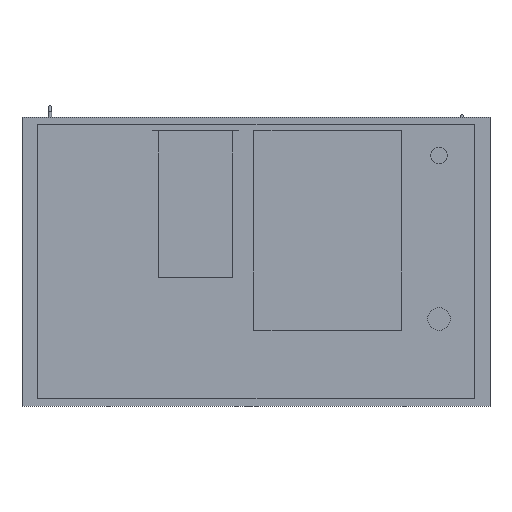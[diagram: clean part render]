
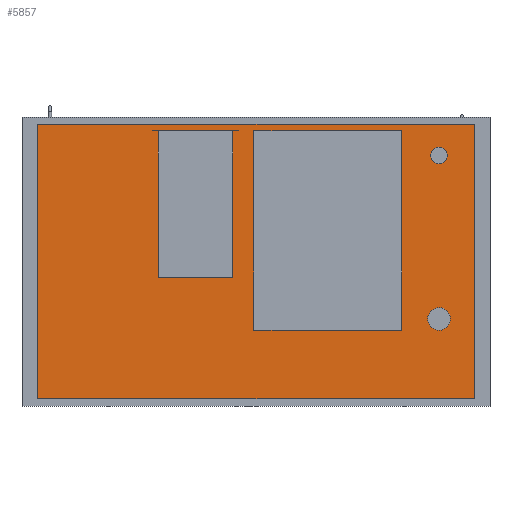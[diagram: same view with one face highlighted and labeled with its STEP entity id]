
A CAD part, front view. The second image highlights one B-rep face of the part: STEP entity #5857.
In plain terms, the highlighted planar face has unit normal (0, -1, 0).
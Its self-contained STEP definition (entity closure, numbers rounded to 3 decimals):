
#391=FACE_OUTER_BOUND('',#772,.T.);
#772=EDGE_LOOP('',(#3931,#3932,#3933,#3934));
#1173=LINE('',#8689,#1837);
#1175=LINE('',#8693,#1839);
#1176=LINE('',#8696,#1840);
#1177=LINE('',#8697,#1841);
#1837=VECTOR('',#6904,10.);
#1839=VECTOR('',#6908,10.);
#1840=VECTOR('',#6911,10.);
#1841=VECTOR('',#6912,10.);
#2491=VERTEX_POINT('',#8685);
#2492=VERTEX_POINT('',#8687);
#2493=VERTEX_POINT('',#8691);
#2494=VERTEX_POINT('',#8695);
#3061=EDGE_CURVE('',#2492,#2491,#1173,.T.);
#3063=EDGE_CURVE('',#2492,#2493,#1175,.T.);
#3064=EDGE_CURVE('',#2494,#2493,#1176,.T.);
#3065=EDGE_CURVE('',#2491,#2494,#1177,.T.);
#3931=ORIENTED_EDGE('',*,*,#3063,.T.);
#3932=ORIENTED_EDGE('',*,*,#3064,.F.);
#3933=ORIENTED_EDGE('',*,*,#3065,.F.);
#3934=ORIENTED_EDGE('',*,*,#3061,.F.);
#5564=PLANE('',#6306);
#5857=ADVANCED_FACE('',(#391),#5564,.T.);
#6306=AXIS2_PLACEMENT_3D('',#8694,#6909,#6910);
#6904=DIRECTION('',(0.,0.,1.));
#6908=DIRECTION('',(1.,0.,0.));
#6909=DIRECTION('center_axis',(0.,-1.,0.));
#6910=DIRECTION('ref_axis',(0.,0.,-1.));
#6911=DIRECTION('',(0.,0.,-1.));
#6912=DIRECTION('',(1.,0.,0.));
#8685=CARTESIAN_POINT('',(-525.,-185.,330.));
#8687=CARTESIAN_POINT('',(-525.,-185.,-330.));
#8689=CARTESIAN_POINT('',(-525.,-185.,330.));
#8691=CARTESIAN_POINT('',(525.,-185.,-330.));
#8693=CARTESIAN_POINT('',(0.,-185.,-330.));
#8694=CARTESIAN_POINT('Origin',(0.,-185.,330.));
#8695=CARTESIAN_POINT('',(525.,-185.,330.));
#8696=CARTESIAN_POINT('',(525.,-185.,330.));
#8697=CARTESIAN_POINT('',(0.,-185.,330.));
